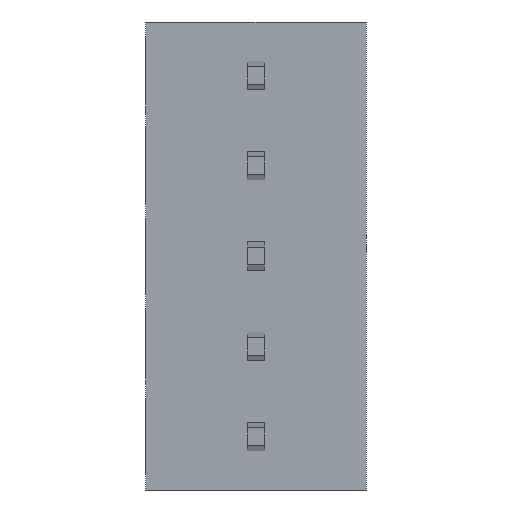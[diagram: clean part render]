
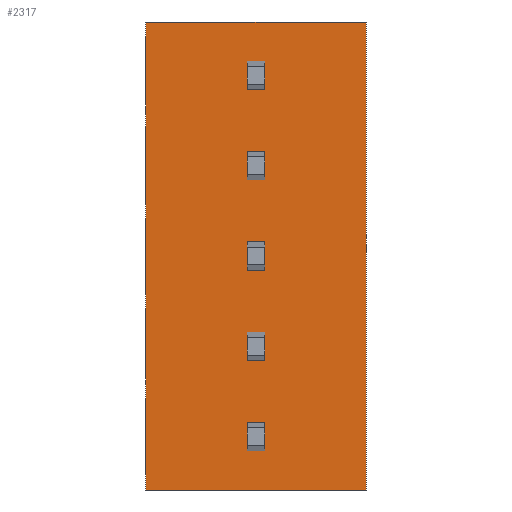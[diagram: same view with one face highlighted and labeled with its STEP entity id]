
A CAD part, front view. The second image highlights one B-rep face of the part: STEP entity #2317.
In plain terms, the highlighted planar face has unit normal (0, -1, 0).
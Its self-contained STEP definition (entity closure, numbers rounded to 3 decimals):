
#54=DIRECTION('',(0.,0.,1.));
#55=VECTOR('',#54,13.16);
#56=CARTESIAN_POINT('',(3.1,0.,-1.5));
#57=LINE('',#56,#55);
#302=DIRECTION('',(1.,0.,0.));
#303=VECTOR('',#302,0.5);
#304=CARTESIAN_POINT('',(-0.25,0.,-0.4));
#305=LINE('',#304,#303);
#306=DIRECTION('',(0.,0.,1.));
#307=VECTOR('',#306,0.8);
#308=CARTESIAN_POINT('',(0.25,0.,-0.4));
#309=LINE('',#308,#307);
#310=DIRECTION('',(-1.,0.,0.));
#311=VECTOR('',#310,0.5);
#312=CARTESIAN_POINT('',(0.25,0.,0.4));
#313=LINE('',#312,#311);
#314=DIRECTION('',(0.,0.,-1.));
#315=VECTOR('',#314,0.8);
#316=CARTESIAN_POINT('',(-0.25,0.,0.4));
#317=LINE('',#316,#315);
#318=DIRECTION('',(1.,0.,0.));
#319=VECTOR('',#318,6.2);
#320=CARTESIAN_POINT('',(-3.1,0.,11.66));
#321=LINE('',#320,#319);
#322=DIRECTION('',(-1.,0.,0.));
#323=VECTOR('',#322,6.2);
#324=CARTESIAN_POINT('',(3.1,0.,-1.5));
#325=LINE('',#324,#323);
#326=DIRECTION('',(0.,0.,1.));
#327=VECTOR('',#326,13.16);
#328=CARTESIAN_POINT('',(-3.1,0.,-1.5));
#329=LINE('',#328,#327);
#330=DIRECTION('',(0.,0.,1.));
#331=VECTOR('',#330,0.8);
#332=CARTESIAN_POINT('',(0.25,0.,2.14));
#333=LINE('',#332,#331);
#334=DIRECTION('',(-1.,0.,0.));
#335=VECTOR('',#334,0.5);
#336=CARTESIAN_POINT('',(0.25,0.,2.94));
#337=LINE('',#336,#335);
#338=DIRECTION('',(0.,0.,-1.));
#339=VECTOR('',#338,0.8);
#340=CARTESIAN_POINT('',(-0.25,0.,2.94));
#341=LINE('',#340,#339);
#342=DIRECTION('',(-1.,0.,0.));
#343=VECTOR('',#342,0.5);
#344=CARTESIAN_POINT('',(0.25,0.,2.14));
#345=LINE('',#344,#343);
#346=DIRECTION('',(0.,0.,1.));
#347=VECTOR('',#346,0.8);
#348=CARTESIAN_POINT('',(0.25,0.,4.68));
#349=LINE('',#348,#347);
#350=DIRECTION('',(-1.,0.,0.));
#351=VECTOR('',#350,0.5);
#352=CARTESIAN_POINT('',(0.25,0.,5.48));
#353=LINE('',#352,#351);
#354=DIRECTION('',(0.,0.,-1.));
#355=VECTOR('',#354,0.8);
#356=CARTESIAN_POINT('',(-0.25,0.,5.48));
#357=LINE('',#356,#355);
#358=DIRECTION('',(-1.,0.,0.));
#359=VECTOR('',#358,0.5);
#360=CARTESIAN_POINT('',(0.25,0.,4.68));
#361=LINE('',#360,#359);
#362=DIRECTION('',(0.,0.,1.));
#363=VECTOR('',#362,0.8);
#364=CARTESIAN_POINT('',(0.25,0.,7.22));
#365=LINE('',#364,#363);
#366=DIRECTION('',(-1.,0.,0.));
#367=VECTOR('',#366,0.5);
#368=CARTESIAN_POINT('',(0.25,0.,8.02));
#369=LINE('',#368,#367);
#370=DIRECTION('',(0.,0.,-1.));
#371=VECTOR('',#370,0.8);
#372=CARTESIAN_POINT('',(-0.25,0.,8.02));
#373=LINE('',#372,#371);
#374=DIRECTION('',(-1.,0.,0.));
#375=VECTOR('',#374,0.5);
#376=CARTESIAN_POINT('',(0.25,0.,7.22));
#377=LINE('',#376,#375);
#378=DIRECTION('',(0.,0.,1.));
#379=VECTOR('',#378,0.8);
#380=CARTESIAN_POINT('',(0.25,0.,9.76));
#381=LINE('',#380,#379);
#382=DIRECTION('',(-1.,0.,0.));
#383=VECTOR('',#382,0.5);
#384=CARTESIAN_POINT('',(0.25,0.,10.56));
#385=LINE('',#384,#383);
#386=DIRECTION('',(0.,0.,-1.));
#387=VECTOR('',#386,0.8);
#388=CARTESIAN_POINT('',(-0.25,0.,10.56));
#389=LINE('',#388,#387);
#390=DIRECTION('',(-1.,0.,0.));
#391=VECTOR('',#390,0.5);
#392=CARTESIAN_POINT('',(0.25,0.,9.76));
#393=LINE('',#392,#391);
#1455=CARTESIAN_POINT('',(3.1,0.,11.66));
#1457=VERTEX_POINT('',#1455);
#1474=CARTESIAN_POINT('',(-3.1,0.,11.66));
#1475=VERTEX_POINT('',#1474);
#1477=CARTESIAN_POINT('',(3.1,0.,-1.5));
#1479=VERTEX_POINT('',#1477);
#1496=CARTESIAN_POINT('',(-3.1,0.,-1.5));
#1497=VERTEX_POINT('',#1496);
#1514=CARTESIAN_POINT('',(-0.25,0.,0.4));
#1515=CARTESIAN_POINT('',(-0.25,0.,-0.4));
#1516=VERTEX_POINT('',#1514);
#1517=VERTEX_POINT('',#1515);
#1518=CARTESIAN_POINT('',(0.25,0.,-0.4));
#1519=CARTESIAN_POINT('',(0.25,0.,0.4));
#1520=VERTEX_POINT('',#1518);
#1521=VERTEX_POINT('',#1519);
#1594=CARTESIAN_POINT('',(0.25,0.,2.94));
#1595=VERTEX_POINT('',#1594);
#1596=CARTESIAN_POINT('',(0.25,0.,2.14));
#1597=VERTEX_POINT('',#1596);
#1598=CARTESIAN_POINT('',(-0.25,0.,2.94));
#1599=VERTEX_POINT('',#1598);
#1600=CARTESIAN_POINT('',(-0.25,0.,2.14));
#1601=VERTEX_POINT('',#1600);
#1674=CARTESIAN_POINT('',(0.25,0.,5.48));
#1675=VERTEX_POINT('',#1674);
#1676=CARTESIAN_POINT('',(0.25,0.,4.68));
#1677=VERTEX_POINT('',#1676);
#1678=CARTESIAN_POINT('',(-0.25,0.,5.48));
#1679=VERTEX_POINT('',#1678);
#1680=CARTESIAN_POINT('',(-0.25,0.,4.68));
#1681=VERTEX_POINT('',#1680);
#1754=CARTESIAN_POINT('',(0.25,0.,8.02));
#1755=VERTEX_POINT('',#1754);
#1756=CARTESIAN_POINT('',(0.25,0.,7.22));
#1757=VERTEX_POINT('',#1756);
#1758=CARTESIAN_POINT('',(-0.25,0.,8.02));
#1759=VERTEX_POINT('',#1758);
#1760=CARTESIAN_POINT('',(-0.25,0.,7.22));
#1761=VERTEX_POINT('',#1760);
#1802=CARTESIAN_POINT('',(0.25,0.,10.56));
#1803=VERTEX_POINT('',#1802);
#1804=CARTESIAN_POINT('',(0.25,0.,9.76));
#1805=VERTEX_POINT('',#1804);
#1806=CARTESIAN_POINT('',(-0.25,0.,10.56));
#1807=VERTEX_POINT('',#1806);
#1808=CARTESIAN_POINT('',(-0.25,0.,9.76));
#1809=VERTEX_POINT('',#1808);
#2255=CARTESIAN_POINT('',(-3.1,0.,11.66));
#2256=DIRECTION('',(0.,-1.,0.));
#2257=DIRECTION('',(1.,0.,0.));
#2258=AXIS2_PLACEMENT_3D('',#2255,#2256,#2257);
#2259=PLANE('',#2258);
#2260=ORIENTED_EDGE('',*,*,#1905,.T.);
#2261=ORIENTED_EDGE('',*,*,#1938,.F.);
#2263=ORIENTED_EDGE('',*,*,#2262,.T.);
#2264=ORIENTED_EDGE('',*,*,#2197,.T.);
#2265=EDGE_LOOP('',(#2260,#2261,#2263,#2264));
#2266=FACE_OUTER_BOUND('',#2265,.F.);
#2268=ORIENTED_EDGE('',*,*,#2267,.T.);
#2270=ORIENTED_EDGE('',*,*,#2269,.T.);
#2272=ORIENTED_EDGE('',*,*,#2271,.T.);
#2274=ORIENTED_EDGE('',*,*,#2273,.T.);
#2275=EDGE_LOOP('',(#2268,#2270,#2272,#2274));
#2276=FACE_BOUND('',#2275,.F.);
#2278=ORIENTED_EDGE('',*,*,#2277,.T.);
#2280=ORIENTED_EDGE('',*,*,#2279,.T.);
#2282=ORIENTED_EDGE('',*,*,#2281,.T.);
#2284=ORIENTED_EDGE('',*,*,#2283,.F.);
#2285=EDGE_LOOP('',(#2278,#2280,#2282,#2284));
#2286=FACE_BOUND('',#2285,.F.);
#2288=ORIENTED_EDGE('',*,*,#2287,.T.);
#2290=ORIENTED_EDGE('',*,*,#2289,.T.);
#2292=ORIENTED_EDGE('',*,*,#2291,.T.);
#2294=ORIENTED_EDGE('',*,*,#2293,.F.);
#2295=EDGE_LOOP('',(#2288,#2290,#2292,#2294));
#2296=FACE_BOUND('',#2295,.F.);
#2298=ORIENTED_EDGE('',*,*,#2297,.T.);
#2300=ORIENTED_EDGE('',*,*,#2299,.T.);
#2302=ORIENTED_EDGE('',*,*,#2301,.T.);
#2304=ORIENTED_EDGE('',*,*,#2303,.F.);
#2305=EDGE_LOOP('',(#2298,#2300,#2302,#2304));
#2306=FACE_BOUND('',#2305,.F.);
#2308=ORIENTED_EDGE('',*,*,#2307,.T.);
#2310=ORIENTED_EDGE('',*,*,#2309,.T.);
#2312=ORIENTED_EDGE('',*,*,#2311,.T.);
#2314=ORIENTED_EDGE('',*,*,#2313,.F.);
#2315=EDGE_LOOP('',(#2308,#2310,#2312,#2314));
#2316=FACE_BOUND('',#2315,.F.);
#1905=EDGE_CURVE('',#1475,#1457,#321,.T.);
#1938=EDGE_CURVE('',#1479,#1457,#57,.T.);
#2197=EDGE_CURVE('',#1497,#1475,#329,.T.);
#2262=EDGE_CURVE('',#1479,#1497,#325,.T.);
#2267=EDGE_CURVE('',#1517,#1520,#305,.T.);
#2269=EDGE_CURVE('',#1520,#1521,#309,.T.);
#2271=EDGE_CURVE('',#1521,#1516,#313,.T.);
#2273=EDGE_CURVE('',#1516,#1517,#317,.T.);
#2277=EDGE_CURVE('',#1597,#1595,#333,.T.);
#2279=EDGE_CURVE('',#1595,#1599,#337,.T.);
#2281=EDGE_CURVE('',#1599,#1601,#341,.T.);
#2283=EDGE_CURVE('',#1597,#1601,#345,.T.);
#2287=EDGE_CURVE('',#1677,#1675,#349,.T.);
#2289=EDGE_CURVE('',#1675,#1679,#353,.T.);
#2291=EDGE_CURVE('',#1679,#1681,#357,.T.);
#2293=EDGE_CURVE('',#1677,#1681,#361,.T.);
#2297=EDGE_CURVE('',#1757,#1755,#365,.T.);
#2299=EDGE_CURVE('',#1755,#1759,#369,.T.);
#2301=EDGE_CURVE('',#1759,#1761,#373,.T.);
#2303=EDGE_CURVE('',#1757,#1761,#377,.T.);
#2307=EDGE_CURVE('',#1805,#1803,#381,.T.);
#2309=EDGE_CURVE('',#1803,#1807,#385,.T.);
#2311=EDGE_CURVE('',#1807,#1809,#389,.T.);
#2313=EDGE_CURVE('',#1805,#1809,#393,.T.);
#2317=ADVANCED_FACE('',(#2266,#2276,#2286,#2296,#2306,#2316),#2259,.T.);
